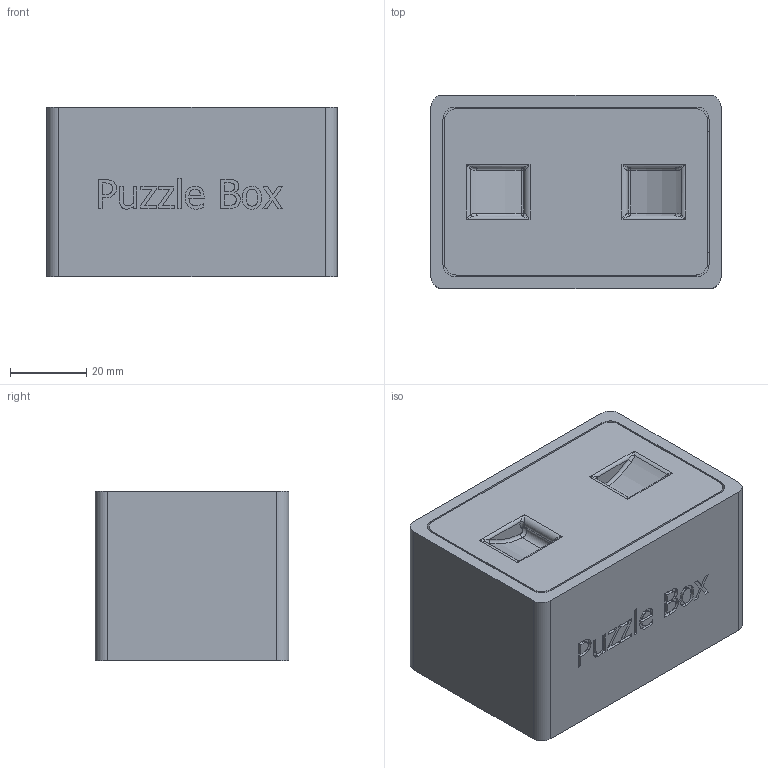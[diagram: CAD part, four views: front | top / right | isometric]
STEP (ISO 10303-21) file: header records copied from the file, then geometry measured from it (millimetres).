
FILE_DESCRIPTION(/* description */ (''),/* implementation_level */ '2;1');
FILE_NAME(/* name */ 'nail_box_assy.stp',/* time_stamp */ '2017-10-14T10:36:24-04:00',/* author */ ('Mark'),/* organization */ (''),/* preprocessor_version */ 'ST-DEVELOPER v16.1',/* originating_system */ 'Autodesk Inventor 2016',/* authorisation */ '');
FILE_SCHEMA (('AUTOMOTIVE_DESIGN { 1 0 10303 214 3 1 1 }'));
Length unit declared in the file: inch
Products named in the file (7): box; nail_block; nail; lid; nail_block1; Lid_Assy; nail_box_assy
Assembly tree (11 placements, depth 3):
  nail_box_assy
    box
    nail_block
    nail  x3
    Lid_Assy
      lid
      nail_block1
      nail  x3
Bounding box: 76.2 x 50.8 x 44.45 mm (x, y, z)
Volume: 74929.6 mm3; surface area: 44988.9 mm2
Topology: 10 solids, 10 shells, 318 faces, 771 edges, 492 vertices
Faces by surface type: plane 154, cylinder 71, bspline 67, torus 14, cone 12
Full cylindrical faces by diameter (mm): 1.905 x4, 2.032 x6, 2.286 x4, 3.175 x12, 4.508 x2, 4.762 x8
Entity records: 9587 total; most frequent: CARTESIAN_POINT 2832, ORIENTED_EDGE 1338, DIRECTION 1183, EDGE_CURVE 669, VERTEX_POINT 454, LINE 395, VECTOR 395, AXIS2_PLACEMENT_3D 394
